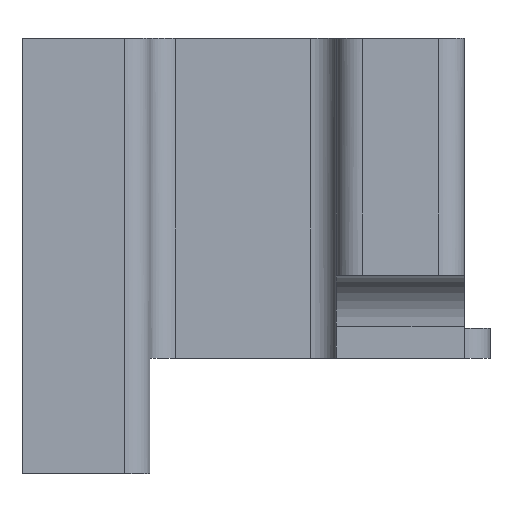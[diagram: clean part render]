
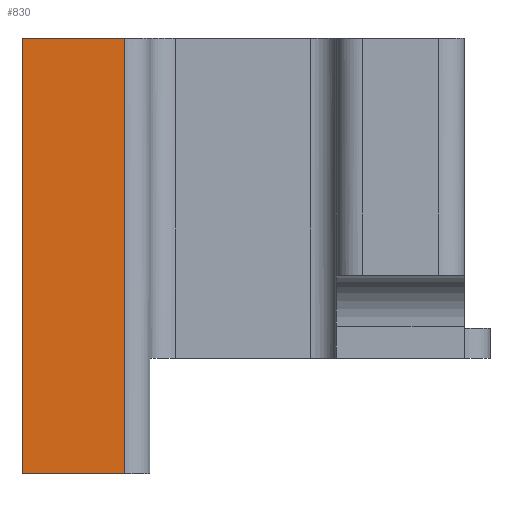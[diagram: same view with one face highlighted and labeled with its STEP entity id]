
A CAD part, left-side view. The second image highlights one B-rep face of the part: STEP entity #830.
In plain terms, the highlighted planar face has unit normal (-1, 0, 0).
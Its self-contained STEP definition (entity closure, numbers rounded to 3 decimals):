
#39 = LINE ( 'NONE', #599, #766 ) ;
#96 = DIRECTION ( 'NONE',  ( 0., 0., -1. ) ) ;
#168 = CARTESIAN_POINT ( 'NONE',  ( -21.533, 26.57, 1.725 ) ) ;
#193 = VERTEX_POINT ( 'NONE', #692 ) ;
#262 = CARTESIAN_POINT ( 'NONE',  ( -21.533, 26.57, 35.725 ) ) ;
#366 = CARTESIAN_POINT ( 'NONE',  ( -21.533, 34.57, 35.725 ) ) ;
#371 = FACE_OUTER_BOUND ( 'NONE', #1753, .T. ) ;
#599 = CARTESIAN_POINT ( 'NONE',  ( -21.533, 34.57, 1.725 ) ) ;
#612 = ORIENTED_EDGE ( 'NONE', *, *, #771, .F. ) ;
#615 = EDGE_CURVE ( 'NONE', #1029, #193, #1794, .T. ) ;
#651 = DIRECTION ( 'NONE',  ( 1., 0., 0. ) ) ;
#692 = CARTESIAN_POINT ( 'NONE',  ( -21.533, 26.57, 1.725 ) ) ;
#761 = DIRECTION ( 'NONE',  ( 0., 0., 1. ) ) ;
#766 = VECTOR ( 'NONE', #761, 1000. ) ;
#771 = EDGE_CURVE ( 'NONE', #1029, #809, #39, .T. ) ;
#809 = VERTEX_POINT ( 'NONE', #1278 ) ;
#830 = ADVANCED_FACE ( 'NONE', ( #371 ), #1217, .F. ) ;
#844 = ORIENTED_EDGE ( 'NONE', *, *, #1573, .F. ) ;
#859 = DIRECTION ( 'NONE',  ( 0., -1., 0. ) ) ;
#866 = ORIENTED_EDGE ( 'NONE', *, *, #1151, .T. ) ;
#999 = AXIS2_PLACEMENT_3D ( 'NONE', #1323, #651, #96 ) ;
#1029 = VERTEX_POINT ( 'NONE', #1675 ) ;
#1078 = ORIENTED_EDGE ( 'NONE', *, *, #615, .T. ) ;
#1151 = EDGE_CURVE ( 'NONE', #193, #1793, #1572, .T. ) ;
#1206 = LINE ( 'NONE', #366, #1241 ) ;
#1217 = PLANE ( 'NONE',  #999 ) ;
#1241 = VECTOR ( 'NONE', #1336, 1000. ) ;
#1278 = CARTESIAN_POINT ( 'NONE',  ( -21.533, 34.57, 35.725 ) ) ;
#1303 = DIRECTION ( 'NONE',  ( 0., 0., 1. ) ) ;
#1323 = CARTESIAN_POINT ( 'NONE',  ( -21.533, 34.57, 1.725 ) ) ;
#1336 = DIRECTION ( 'NONE',  ( 0., -1., 0. ) ) ;
#1366 = VECTOR ( 'NONE', #1303, 1000. ) ;
#1369 = VECTOR ( 'NONE', #859, 1000. ) ;
#1572 = LINE ( 'NONE', #168, #1366 ) ;
#1573 = EDGE_CURVE ( 'NONE', #809, #1793, #1206, .T. ) ;
#1675 = CARTESIAN_POINT ( 'NONE',  ( -21.533, 34.57, 1.725 ) ) ;
#1753 = EDGE_LOOP ( 'NONE', ( #866, #844, #612, #1078 ) ) ;
#1793 = VERTEX_POINT ( 'NONE', #262 ) ;
#1794 = LINE ( 'NONE', #1809, #1369 ) ;
#1809 = CARTESIAN_POINT ( 'NONE',  ( -21.533, 34.57, 1.725 ) ) ;
